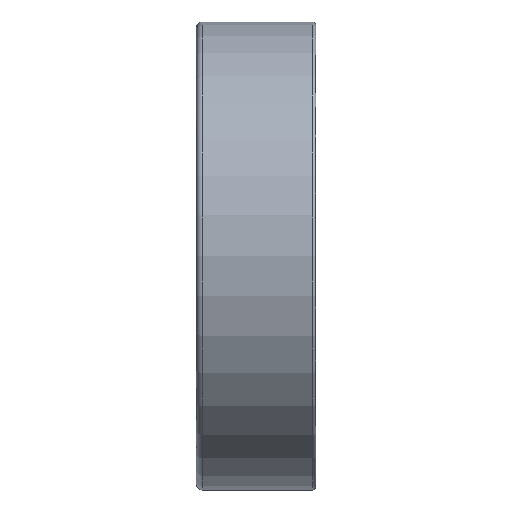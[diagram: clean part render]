
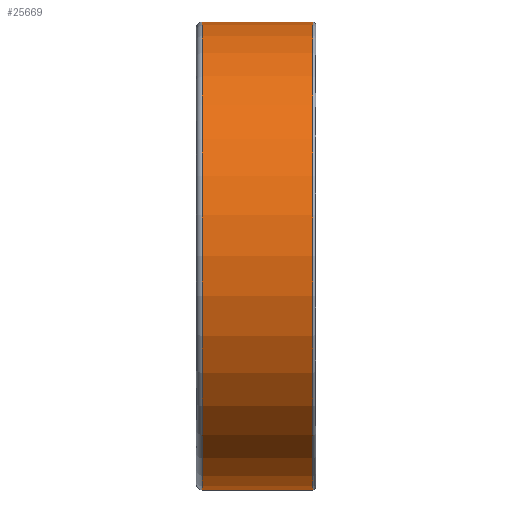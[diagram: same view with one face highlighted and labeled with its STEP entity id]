
A CAD part, top view. The second image highlights one B-rep face of the part: STEP entity #25669.
In plain terms, the highlighted cylindrical face has radius 23.5 mm (diameter 47 mm), a partial arc.
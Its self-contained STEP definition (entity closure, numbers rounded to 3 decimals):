
#15176=DIRECTION('',(-1.,0.,0.));
#15177=VECTOR('',#15176,11.1);
#15178=CARTESIAN_POINT('',(5.7,23.5,0.));
#15179=LINE('',#15178,#15177);
#15183=DIRECTION('',(-1.,0.,0.));
#15184=VECTOR('',#15183,11.1);
#15185=CARTESIAN_POINT('',(5.7,-23.5,0.));
#15186=LINE('',#15185,#15184);
#15198=CARTESIAN_POINT('',(5.7,0.,0.));
#15199=DIRECTION('',(1.,0.,0.));
#15200=DIRECTION('',(0.,1.,0.));
#15201=AXIS2_PLACEMENT_3D('',#15198,#15199,#15200);
#15206=CARTESIAN_POINT('',(-5.4,0.,0.));
#15207=DIRECTION('',(1.,0.,0.));
#15208=DIRECTION('',(0.,1.,0.));
#15209=AXIS2_PLACEMENT_3D('',#15206,#15207,#15208);
#22415=CARTESIAN_POINT('',(5.7,23.5,0.));
#22416=CARTESIAN_POINT('',(-5.4,23.5,0.));
#22417=VERTEX_POINT('',#22415);
#22418=VERTEX_POINT('',#22416);
#22427=CARTESIAN_POINT('',(5.7,-23.5,0.));
#22428=CARTESIAN_POINT('',(-5.4,-23.5,0.));
#22429=VERTEX_POINT('',#22427);
#22430=VERTEX_POINT('',#22428);
#25657=CARTESIAN_POINT('',(-6.6,0.,0.));
#25658=DIRECTION('',(1.,0.,0.));
#25659=DIRECTION('',(0.,-1.,0.));
#25660=AXIS2_PLACEMENT_3D('',#25657,#25658,#25659);
#25661=CYLINDRICAL_SURFACE('',#25660,23.5);
#25662=ORIENTED_EDGE('',*,*,#25647,.F.);
#25663=ORIENTED_EDGE('',*,*,#25624,.T.);
#25664=ORIENTED_EDGE('',*,*,#25651,.T.);
#25666=ORIENTED_EDGE('',*,*,#25665,.F.);
#25667=EDGE_LOOP('',(#25662,#25663,#25664,#25666));
#25668=FACE_OUTER_BOUND('',#25667,.F.);
#15202=CIRCLE('',#15201,23.5);
#15210=CIRCLE('',#15209,23.5);
#25624=EDGE_CURVE('',#22417,#22429,#15202,.T.);
#25647=EDGE_CURVE('',#22417,#22418,#15179,.T.);
#25651=EDGE_CURVE('',#22429,#22430,#15186,.T.);
#25665=EDGE_CURVE('',#22418,#22430,#15210,.T.);
#25669=ADVANCED_FACE('',(#25668),#25661,.T.);
